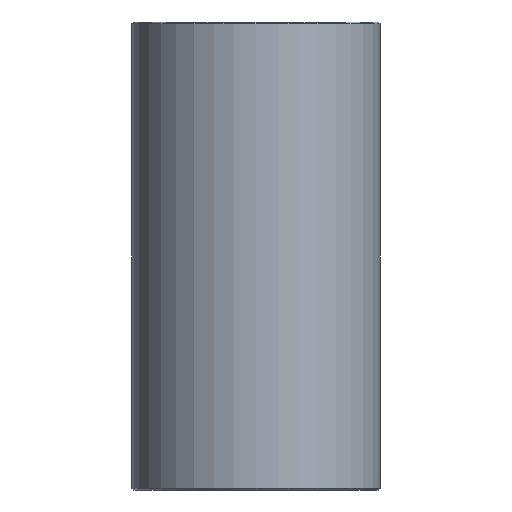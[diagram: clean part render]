
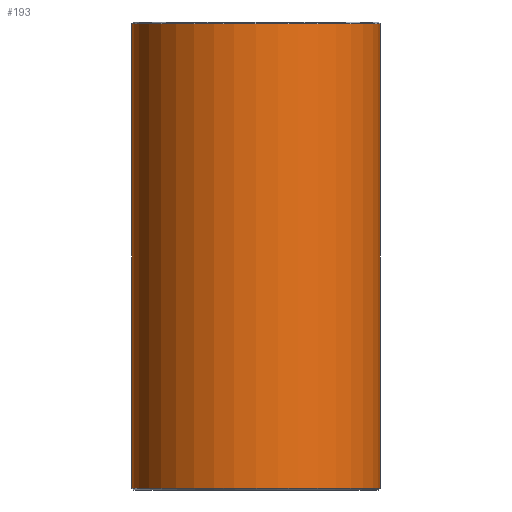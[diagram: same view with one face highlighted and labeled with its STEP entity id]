
A CAD part, front view. The second image highlights one B-rep face of the part: STEP entity #193.
In plain terms, the highlighted cylindrical face has radius 15.9 mm (diameter 31.8 mm), a full revolution.
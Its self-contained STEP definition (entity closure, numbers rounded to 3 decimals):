
#152=CARTESIAN_POINT('',(0.,0.,-44.6));
#153=DIRECTION('',(0.,0.,1.));
#154=DIRECTION('',(1.,0.,-0.));
#155=AXIS2_PLACEMENT_3D('',#152,#153,#154);
#156=CYLINDRICAL_SURFACE('',#155,15.9);
#157=CARTESIAN_POINT('',(15.9,0.,40.2));
#158=VERTEX_POINT('',#157);
#159=CARTESIAN_POINT('',(15.9,-0.,-19.4));
#160=VERTEX_POINT('',#159);
#161=CARTESIAN_POINT('',(15.9,0.,40.2));
#162=DIRECTION('',(-0.,-0.,-1.));
#163=VECTOR('',#162,59.6);
#164=LINE('',#161,#163);
#165=EDGE_CURVE('',#158,#160,#164,.T.);
#166=ORIENTED_EDGE('',*,*,#165,.T.);
#167=CARTESIAN_POINT('',(0.,0.,-19.4));
#168=DIRECTION('',(0.,0.,1.));
#169=DIRECTION('',(1.,0.,-0.));
#170=AXIS2_PLACEMENT_3D('',#167,#168,#169);
#171=CIRCLE('',#170,15.9);
#172=EDGE_CURVE('',#160,#160,#171,.T.);
#173=ORIENTED_EDGE('',*,*,#172,.T.);
#174=ORIENTED_EDGE('',*,*,#165,.F.);
#175=CARTESIAN_POINT('',(-15.9,-0.,40.2));
#176=VERTEX_POINT('',#175);
#177=CARTESIAN_POINT('',(0.,0.,40.2));
#178=DIRECTION('',(0.,0.,-1.));
#179=DIRECTION('',(-1.,0.,0.));
#180=AXIS2_PLACEMENT_3D('',#177,#178,#179);
#181=CIRCLE('',#180,15.9);
#182=EDGE_CURVE('',#158,#176,#181,.T.);
#183=ORIENTED_EDGE('',*,*,#182,.T.);
#184=CARTESIAN_POINT('',(0.,0.,40.2));
#185=DIRECTION('',(0.,0.,-1.));
#186=DIRECTION('',(-1.,0.,0.));
#187=AXIS2_PLACEMENT_3D('',#184,#185,#186);
#188=CIRCLE('',#187,15.9);
#189=EDGE_CURVE('',#176,#158,#188,.T.);
#190=ORIENTED_EDGE('',*,*,#189,.T.);
#191=EDGE_LOOP('',(#166,#173,#174,#183,#190));
#192=FACE_BOUND('',#191,.T.);
#193=ADVANCED_FACE('',(#192),#156,.T.);
